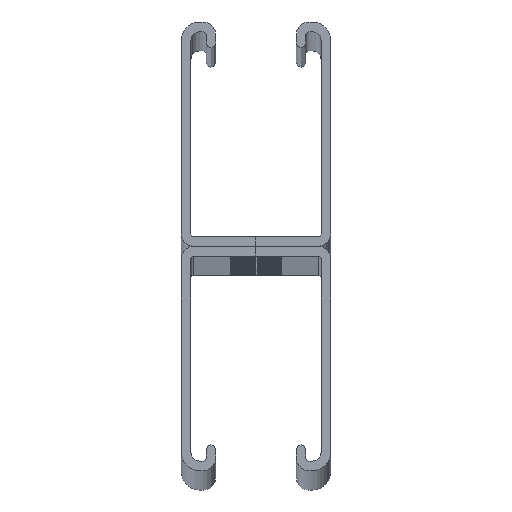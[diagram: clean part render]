
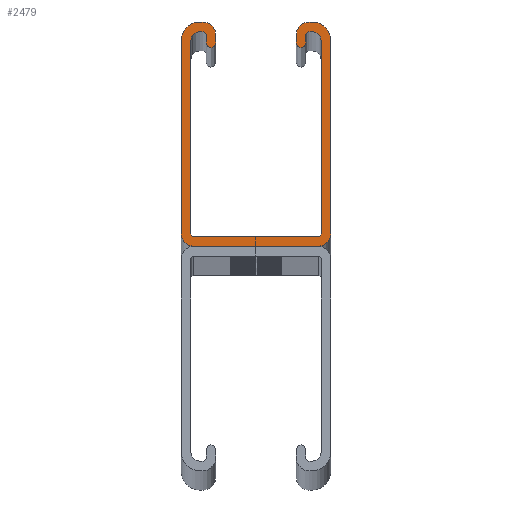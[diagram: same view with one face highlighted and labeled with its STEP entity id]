
A CAD part, top view. The second image highlights one B-rep face of the part: STEP entity #2479.
In plain terms, the highlighted planar face has unit normal (0, 0, 1).
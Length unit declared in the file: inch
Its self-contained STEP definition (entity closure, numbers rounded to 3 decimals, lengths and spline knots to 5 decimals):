
#2479=ADVANCED_FACE('',(#5190),#5191,.T.);
#5190=FACE_OUTER_BOUND('',#10951,.T.);
#5191=PLANE('',#10952);
#10951=EDGE_LOOP('',(#18134,#18135,#18136,#18137,#18138,#18139,#18140,#18141,#18142,#18143,#18144,#18145,#18146,#18147,#18148,#18149,#18150,#18151,#18152,#18153,#18154,#18155,#18156,#18157,#18158,#18159,#18160,#18161,#18162,#18163));
#10952=AXIS2_PLACEMENT_3D('',#18164,#18165,#18166);
#18134=ORIENTED_EDGE('',*,*,#19149,.F.);
#18135=ORIENTED_EDGE('',*,*,#21657,.F.);
#18136=ORIENTED_EDGE('',*,*,#20401,.F.);
#18137=ORIENTED_EDGE('',*,*,#21418,.F.);
#18138=ORIENTED_EDGE('',*,*,#20698,.F.);
#18139=ORIENTED_EDGE('',*,*,#22150,.F.);
#18140=ORIENTED_EDGE('',*,*,#21567,.F.);
#18141=ORIENTED_EDGE('',*,*,#20501,.F.);
#18142=ORIENTED_EDGE('',*,*,#20678,.F.);
#18143=ORIENTED_EDGE('',*,*,#22336,.F.);
#18144=ORIENTED_EDGE('',*,*,#19998,.F.);
#18145=ORIENTED_EDGE('',*,*,#21284,.F.);
#18146=ORIENTED_EDGE('',*,*,#19325,.F.);
#18147=ORIENTED_EDGE('',*,*,#20075,.F.);
#18148=ORIENTED_EDGE('',*,*,#21997,.F.);
#18149=ORIENTED_EDGE('',*,*,#21758,.F.);
#18150=ORIENTED_EDGE('',*,*,#21685,.F.);
#18151=ORIENTED_EDGE('',*,*,#20269,.F.);
#18152=ORIENTED_EDGE('',*,*,#22146,.F.);
#18153=ORIENTED_EDGE('',*,*,#22145,.F.);
#18154=ORIENTED_EDGE('',*,*,#20489,.F.);
#18155=ORIENTED_EDGE('',*,*,#20083,.F.);
#18156=ORIENTED_EDGE('',*,*,#20937,.F.);
#18157=ORIENTED_EDGE('',*,*,#20396,.F.);
#18158=ORIENTED_EDGE('',*,*,#22337,.F.);
#18159=ORIENTED_EDGE('',*,*,#21799,.F.);
#18160=ORIENTED_EDGE('',*,*,#22338,.F.);
#18161=ORIENTED_EDGE('',*,*,#21989,.F.);
#18162=ORIENTED_EDGE('',*,*,#21184,.F.);
#18163=ORIENTED_EDGE('',*,*,#21922,.F.);
#18164=CARTESIAN_POINT('',(0.8125,1.11119,120.0));
#18165=DIRECTION('',(0.0,0.0,1.0));
#18166=DIRECTION('',(1.0,0.0,0.0));
#19149=EDGE_CURVE('',#22719,#22720,#22721,.T.);
#19325=EDGE_CURVE('',#23040,#23041,#23042,.T.);
#19998=EDGE_CURVE('',#24255,#24256,#24257,.T.);
#20075=EDGE_CURVE('',#24382,#23040,#24383,.T.);
#20083=EDGE_CURVE('',#24394,#24395,#24396,.T.);
#20269=EDGE_CURVE('',#24691,#24692,#24693,.T.);
#20396=EDGE_CURVE('',#24881,#24882,#24883,.T.);
#20401=EDGE_CURVE('',#24890,#24891,#24892,.T.);
#20489=EDGE_CURVE('',#24395,#25020,#25023,.T.);
#20501=EDGE_CURVE('',#25037,#25038,#25039,.T.);
#20678=EDGE_CURVE('',#25325,#25037,#25326,.T.);
#20698=EDGE_CURVE('',#25355,#25356,#25357,.T.);
#20937=EDGE_CURVE('',#24882,#24394,#25701,.T.);
#21184=EDGE_CURVE('',#26049,#26050,#26051,.T.);
#21284=EDGE_CURVE('',#23041,#24255,#26192,.T.);
#21418=EDGE_CURVE('',#25356,#24890,#26388,.T.);
#21567=EDGE_CURVE('',#25038,#26603,#26604,.T.);
#21657=EDGE_CURVE('',#24891,#22719,#26718,.T.);
#21685=EDGE_CURVE('',#24692,#26749,#26750,.T.);
#21758=EDGE_CURVE('',#26749,#26835,#26836,.T.);
#21799=EDGE_CURVE('',#26883,#26884,#26885,.T.);
#21922=EDGE_CURVE('',#22720,#26049,#27027,.T.);
#21989=EDGE_CURVE('',#26050,#27100,#27101,.T.);
#21997=EDGE_CURVE('',#26835,#24382,#27109,.T.);
#22145=EDGE_CURVE('',#25020,#27276,#27277,.T.);
#22146=EDGE_CURVE('',#27276,#24691,#27278,.T.);
#22150=EDGE_CURVE('',#26603,#25355,#27282,.T.);
#22336=EDGE_CURVE('',#24256,#25325,#27473,.T.);
#22337=EDGE_CURVE('',#26884,#24881,#27474,.T.);
#22338=EDGE_CURVE('',#27100,#26883,#27475,.T.);
#22719=VERTEX_POINT('',#28034);
#22720=VERTEX_POINT('',#28035);
#22721=CIRCLE('',#28036,0.09375);
#23040=VERTEX_POINT('',#28634);
#23041=VERTEX_POINT('',#28635);
#23042=CIRCLE('',#28636,0.13625);
#24255=VERTEX_POINT('',#31164);
#24256=VERTEX_POINT('',#31165);
#24257=CIRCLE('',#31166,0.0525);
#24382=VERTEX_POINT('',#31406);
#24383=LINE('',#31407,#31408);
#24394=VERTEX_POINT('',#31426);
#24395=VERTEX_POINT('',#31427);
#24396=LINE('',#31428,#31429);
#24691=VERTEX_POINT('',#31989);
#24692=VERTEX_POINT('',#31990);
#24693=LINE('',#31991,#31992);
#24881=VERTEX_POINT('',#32334);
#24882=VERTEX_POINT('',#32335);
#24883=LINE('',#32336,#32337);
#24890=VERTEX_POINT('',#32347);
#24891=VERTEX_POINT('',#32348);
#24892=CIRCLE('',#32349,0.03125);
#25020=VERTEX_POINT('',#32595);
#25023=CIRCLE('',#32599,0.13625);
#25037=VERTEX_POINT('',#32622);
#25038=VERTEX_POINT('',#32623);
#25039=LINE('',#32624,#32625);
#25325=VERTEX_POINT('',#33088);
#25326=CIRCLE('',#33089,0.03125);
#25355=VERTEX_POINT('',#33144);
#25356=VERTEX_POINT('',#33145);
#25357=CIRCLE('',#33146,0.03125);
#25701=CIRCLE('',#33817,0.19875);
#26049=VERTEX_POINT('',#34496);
#26050=VERTEX_POINT('',#34497);
#26051=CIRCLE('',#34498,0.03125);
#26192=LINE('',#34784,#34785);
#26388=LINE('',#35258,#35259);
#26603=VERTEX_POINT('',#35765);
#26604=CIRCLE('',#35766,0.09375);
#26718=LINE('',#35986,#35987);
#26749=VERTEX_POINT('',#36042);
#26750=CIRCLE('',#36043,0.13625);
#26835=VERTEX_POINT('',#36211);
#26836=LINE('',#36212,#36213);
#26883=VERTEX_POINT('',#36304);
#26884=VERTEX_POINT('',#36305);
#26885=LINE('',#36306,#36307);
#27027=LINE('',#36590,#36591);
#27100=VERTEX_POINT('',#36730);
#27101=LINE('',#36731,#36732);
#27109=CIRCLE('',#36745,0.19875);
#27276=VERTEX_POINT('',#37069);
#27277=CIRCLE('',#37070,0.13625);
#27278=LINE('',#37071,#37072);
#27282=LINE('',#37077,#37078);
#27473=LINE('',#37377,#37378);
#27474=CIRCLE('',#37379,0.13625);
#27475=CIRCLE('',#37380,0.0525);
#28034=CARTESIAN_POINT('',(1.52,2.23875,120.0));
#28035=CARTESIAN_POINT('',(1.42625,2.3325,120.0));
#28036=AXIS2_PLACEMENT_3D('',#37632,#37633,#37634);
#28634=CARTESIAN_POINT('',(0.23875,2.4375,120.0));
#28635=CARTESIAN_POINT('',(0.375,2.30125,120.0));
#28636=AXIS2_PLACEMENT_3D('',#37716,#37717,#37718);
#31164=CARTESIAN_POINT('',(0.375,2.209,120.0));
#31165=CARTESIAN_POINT('',(0.27,2.209,120.0));
#31166=AXIS2_PLACEMENT_3D('',#37978,#37979,#37980);
#31406=CARTESIAN_POINT('',(0.19875,2.4375,120.0));
#31407=CARTESIAN_POINT('',(0.23875,2.4375,120.0));
#31408=VECTOR('',#38018,1.0);
#31426=CARTESIAN_POINT('',(1.625,2.23875,120.0));
#31427=CARTESIAN_POINT('',(1.625,0.13625,120.0));
#31428=CARTESIAN_POINT('',(1.625,0.13625,120.0));
#31429=VECTOR('',#38023,1.0);
#31989=CARTESIAN_POINT('',(0.13626,0.,120.0));
#31990=CARTESIAN_POINT('',(0.13625,0.0,120.0));
#31991=CARTESIAN_POINT('',(0.13625,0.0,120.0));
#31992=VECTOR('',#38115,1.0);
#32334=CARTESIAN_POINT('',(1.38625,2.4375,120.0));
#32335=CARTESIAN_POINT('',(1.42625,2.4375,120.0));
#32336=CARTESIAN_POINT('',(1.42625,2.4375,120.0));
#32337=VECTOR('',#38186,1.0);
#32347=CARTESIAN_POINT('',(1.48875,0.105,120.0));
#32348=CARTESIAN_POINT('',(1.52,0.13625,120.0));
#32349=AXIS2_PLACEMENT_3D('',#38190,#38191,#38192);
#32595=CARTESIAN_POINT('',(1.4889,0.,120.0));
#32599=AXIS2_PLACEMENT_3D('',#38243,#38244,#38245);
#32622=CARTESIAN_POINT('',(0.23875,2.3325,120.0));
#32623=CARTESIAN_POINT('',(0.19875,2.3325,120.0));
#32624=CARTESIAN_POINT('',(0.19875,2.3325,120.0));
#32625=VECTOR('',#38252,1.0);
#33088=CARTESIAN_POINT('',(0.27,2.30125,120.0));
#33089=AXIS2_PLACEMENT_3D('',#38412,#38413,#38414);
#33144=CARTESIAN_POINT('',(0.105,0.13625,120.0));
#33145=CARTESIAN_POINT('',(0.13625,0.105,120.0));
#33146=AXIS2_PLACEMENT_3D('',#38423,#38424,#38425);
#33817=AXIS2_PLACEMENT_3D('',#38534,#38535,#38536);
#34496=CARTESIAN_POINT('',(1.38625,2.3325,120.0));
#34497=CARTESIAN_POINT('',(1.355,2.30125,120.0));
#34498=AXIS2_PLACEMENT_3D('',#38658,#38659,#38660);
#34784=CARTESIAN_POINT('',(0.375,2.209,120.0));
#34785=VECTOR('',#38698,1.0);
#35258=CARTESIAN_POINT('',(1.48875,0.105,120.0));
#35259=VECTOR('',#38745,1.0);
#35765=CARTESIAN_POINT('',(0.105,2.23875,120.0));
#35766=AXIS2_PLACEMENT_3D('',#38797,#38798,#38799);
#35986=CARTESIAN_POINT('',(1.52,2.23875,120.0));
#35987=VECTOR('',#38837,1.0);
#36042=CARTESIAN_POINT('',(0.,0.13625,120.0));
#36043=AXIS2_PLACEMENT_3D('',#38847,#38848,#38849);
#36211=CARTESIAN_POINT('',(0.,2.23875,120.0));
#36212=CARTESIAN_POINT('',(0.,2.23875,120.0));
#36213=VECTOR('',#38876,1.0);
#36304=CARTESIAN_POINT('',(1.25,2.209,120.0));
#36305=CARTESIAN_POINT('',(1.25,2.30125,120.0));
#36306=CARTESIAN_POINT('',(1.25,2.30125,120.0));
#36307=VECTOR('',#38894,1.0);
#36590=CARTESIAN_POINT('',(1.38625,2.3325,120.0));
#36591=VECTOR('',#38937,1.0);
#36730=CARTESIAN_POINT('',(1.355,2.209,120.0));
#36731=CARTESIAN_POINT('',(1.355,2.209,120.0));
#36732=VECTOR('',#38959,1.0);
#36745=AXIS2_PLACEMENT_3D('',#38962,#38963,#38964);
#37069=CARTESIAN_POINT('',(1.48875,0.,120.0));
#37070=AXIS2_PLACEMENT_3D('',#39011,#39012,#39013);
#37071=CARTESIAN_POINT('',(0.13625,0.0,120.0));
#37072=VECTOR('',#39014,1.0);
#37077=CARTESIAN_POINT('',(0.105,0.13625,120.0));
#37078=VECTOR('',#39016,1.0);
#37377=CARTESIAN_POINT('',(0.27,2.30125,120.0));
#37378=VECTOR('',#39068,1.0);
#37379=AXIS2_PLACEMENT_3D('',#39069,#39070,#39071);
#37380=AXIS2_PLACEMENT_3D('',#39072,#39073,#39074);
#37632=CARTESIAN_POINT('',(1.42625,2.23875,120.0));
#37633=DIRECTION('',(0.0,0.0,1.0));
#37634=DIRECTION('',(1.0,0.0,0.0));
#37716=CARTESIAN_POINT('',(0.23875,2.30125,120.0));
#37717=DIRECTION('',(0.0,0.0,-1.0));
#37718=DIRECTION('',(1.0,0.0,0.0));
#37978=CARTESIAN_POINT('',(0.3225,2.209,120.0));
#37979=DIRECTION('',(0.0,0.0,-1.0));
#37980=DIRECTION('',(1.0,0.0,0.0));
#38018=DIRECTION('',(1.0,0.,0.0));
#38023=DIRECTION('',(0.,-1.0,0.0));
#38115=DIRECTION('',(-1.0,0.,0.0));
#38186=DIRECTION('',(1.0,0.0,0.0));
#38190=CARTESIAN_POINT('',(1.48875,0.13625,120.0));
#38191=DIRECTION('',(0.0,0.0,1.0));
#38192=DIRECTION('',(1.0,0.0,0.0));
#38243=CARTESIAN_POINT('',(1.48875,0.13625,120.0));
#38244=DIRECTION('',(0.0,0.0,-1.0));
#38245=DIRECTION('',(1.0,0.0,0.0));
#38252=DIRECTION('',(-1.0,0.,-0.0));
#38412=CARTESIAN_POINT('',(0.23875,2.30125,120.0));
#38413=DIRECTION('',(0.0,0.0,1.0));
#38414=DIRECTION('',(1.0,0.0,0.0));
#38423=CARTESIAN_POINT('',(0.13625,0.13625,120.0));
#38424=DIRECTION('',(0.0,0.0,1.0));
#38425=DIRECTION('',(1.0,0.0,0.0));
#38534=CARTESIAN_POINT('',(1.42625,2.23875,120.0));
#38535=DIRECTION('',(0.0,0.0,-1.0));
#38536=DIRECTION('',(1.0,0.0,0.0));
#38658=CARTESIAN_POINT('',(1.38625,2.30125,120.0));
#38659=DIRECTION('',(0.0,0.0,1.0));
#38660=DIRECTION('',(1.0,0.0,0.0));
#38698=DIRECTION('',(0.,-1.0,0.0));
#38745=DIRECTION('',(1.0,0.0,0.0));
#38797=CARTESIAN_POINT('',(0.19875,2.23875,120.0));
#38798=DIRECTION('',(0.0,0.0,1.0));
#38799=DIRECTION('',(1.0,0.0,0.0));
#38837=DIRECTION('',(0.0,1.0,0.0));
#38847=CARTESIAN_POINT('',(0.13625,0.13625,120.0));
#38848=DIRECTION('',(0.0,0.0,-1.0));
#38849=DIRECTION('',(1.0,0.0,0.0));
#38876=DIRECTION('',(0.,1.0,0.0));
#38894=DIRECTION('',(0.,1.0,0.0));
#38937=DIRECTION('',(-1.0,0.,0.0));
#38959=DIRECTION('',(-0.0,-1.0,-0.0));
#38962=CARTESIAN_POINT('',(0.19875,2.23875,120.0));
#38963=DIRECTION('',(0.0,0.0,-1.0));
#38964=DIRECTION('',(1.0,0.0,0.0));
#39011=CARTESIAN_POINT('',(1.48875,0.13625,120.0));
#39012=DIRECTION('',(0.0,0.0,-1.0));
#39013=DIRECTION('',(1.0,0.0,0.0));
#39014=DIRECTION('',(-1.0,0.,0.0));
#39016=DIRECTION('',(-0.0,-1.0,-0.0));
#39068=DIRECTION('',(0.,1.0,0.0));
#39069=CARTESIAN_POINT('',(1.38625,2.30125,120.0));
#39070=DIRECTION('',(0.0,0.0,-1.0));
#39071=DIRECTION('',(1.0,0.0,0.0));
#39072=CARTESIAN_POINT('',(1.3025,2.209,120.0));
#39073=DIRECTION('',(0.0,0.0,-1.0));
#39074=DIRECTION('',(1.0,0.0,0.0));
